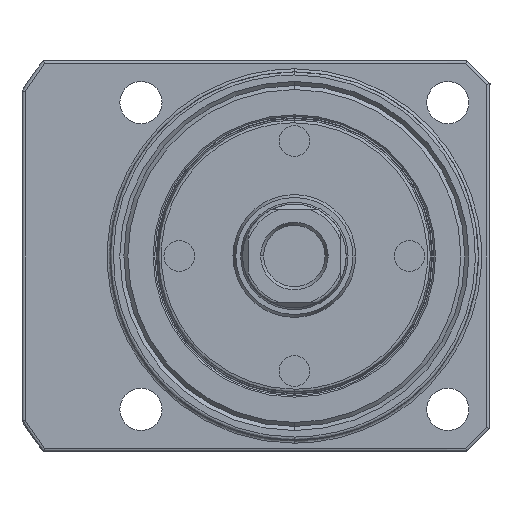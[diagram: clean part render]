
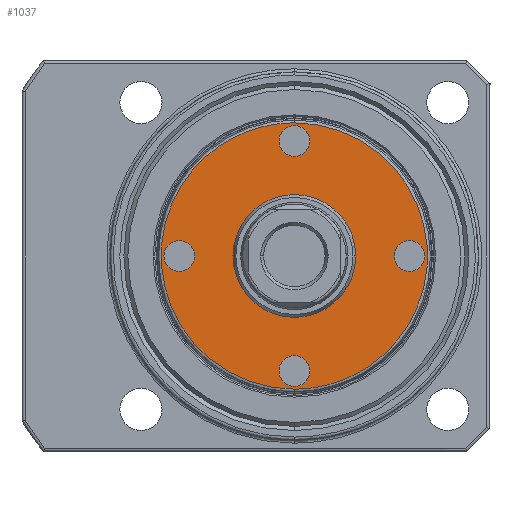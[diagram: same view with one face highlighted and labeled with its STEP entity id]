
A CAD part, front view. The second image highlights one B-rep face of the part: STEP entity #1037.
In plain terms, the highlighted planar face has unit normal (0, -1, 0).
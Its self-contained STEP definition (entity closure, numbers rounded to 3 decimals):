
#1037 = ADVANCED_FACE ( 'NONE', ( #4860, #4861, #4858, #4874, #4857, #4864 ), #1261, .F. ) ;
#1256 = DIRECTION ( 'NONE',  ( 0., 0., 1. ) ) ;
#1259 = CARTESIAN_POINT ( 'NONE',  ( 17.636, -1., 0. ) ) ;
#1261 = PLANE ( 'NONE',  #7613 ) ;
#1263 = DIRECTION ( 'NONE',  ( 0., 1., 0. ) ) ;
#1816 = EDGE_CURVE ( 'NONE', #6469, #6471, #2984, .T. ) ;
#1824 = EDGE_CURVE ( 'NONE', #6479, #6480, #5318, .T. ) ;
#1828 = EDGE_CURVE ( 'NONE', #6486, #6487, #5312, .T. ) ;
#2704 = EDGE_CURVE ( 'NONE', #6492, #6496, #5304, .T. ) ;
#2708 = EDGE_CURVE ( 'NONE', #6499, #6500, #5296, .T. ) ;
#2714 = EDGE_CURVE ( 'NONE', #6502, #6498, #5287, .T. ) ;
#2723 = EDGE_CURVE ( 'NONE', #6498, #6502, #5272, .T. ) ;
#2724 = EDGE_CURVE ( 'NONE', #6471, #6469, #4026, .T. ) ;
#2725 = EDGE_CURVE ( 'NONE', #6500, #6499, #5271, .T. ) ;
#2726 = EDGE_CURVE ( 'NONE', #6496, #6492, #5270, .T. ) ;
#2727 = EDGE_CURVE ( 'NONE', #6487, #6486, #5269, .T. ) ;
#2728 = EDGE_CURVE ( 'NONE', #6480, #6479, #5268, .T. ) ;
#2984 =( BOUNDED_CURVE ( )  B_SPLINE_CURVE ( 3, ( #3885, #3904, #3890, #3883 ),
 .UNSPECIFIED., .F., .T. ) 
 B_SPLINE_CURVE_WITH_KNOTS ( ( 4, 4 ),
 ( 0., 1. ),
 .UNSPECIFIED. ) 
 CURVE ( )  GEOMETRIC_REPRESENTATION_ITEM ( )  RATIONAL_B_SPLINE_CURVE ( ( 1., 0.333, 0.333, 1. ) ) 
 REPRESENTATION_ITEM ( '' )  );
#3680 = ORIENTED_EDGE ( 'NONE', *, *, #2723, .F. ) ;
#3681 = ORIENTED_EDGE ( 'NONE', *, *, #2714, .F. ) ;
#3682 = ORIENTED_EDGE ( 'NONE', *, *, #1816, .F. ) ;
#3684 = ORIENTED_EDGE ( 'NONE', *, *, #2724, .F. ) ;
#3685 = ORIENTED_EDGE ( 'NONE', *, *, #2728, .T. ) ;
#3686 = ORIENTED_EDGE ( 'NONE', *, *, #1824, .T. ) ;
#3687 = ORIENTED_EDGE ( 'NONE', *, *, #2727, .T. ) ;
#3689 = ORIENTED_EDGE ( 'NONE', *, *, #1828, .T. ) ;
#3691 = ORIENTED_EDGE ( 'NONE', *, *, #2726, .T. ) ;
#3692 = ORIENTED_EDGE ( 'NONE', *, *, #2704, .T. ) ;
#3693 = ORIENTED_EDGE ( 'NONE', *, *, #2725, .T. ) ;
#3695 = ORIENTED_EDGE ( 'NONE', *, *, #2708, .T. ) ;
#3785 = DIRECTION ( 'NONE',  ( -1., 0., 0. ) ) ;
#3786 = DIRECTION ( 'NONE',  ( 0., -1., 0. ) ) ;
#3787 = CARTESIAN_POINT ( 'NONE',  ( 0., -1., 0. ) ) ;
#3807 = DIRECTION ( 'NONE',  ( 0., 0., -1. ) ) ;
#3808 = DIRECTION ( 'NONE',  ( 0., 1., 0. ) ) ;
#3809 = CARTESIAN_POINT ( 'NONE',  ( -15., -1., 0. ) ) ;
#3822 = DIRECTION ( 'NONE',  ( 0., 0., -1. ) ) ;
#3823 = DIRECTION ( 'NONE',  ( 0., 1., 0. ) ) ;
#3824 = CARTESIAN_POINT ( 'NONE',  ( 0., -1., -15. ) ) ;
#3842 = DIRECTION ( 'NONE',  ( 0., 0., -1. ) ) ;
#3843 = DIRECTION ( 'NONE',  ( 0., 1., 0. ) ) ;
#3846 = CARTESIAN_POINT ( 'NONE',  ( 15., -1., 0. ) ) ;
#3855 = DIRECTION ( 'NONE',  ( 0., 0., -1. ) ) ;
#3856 = DIRECTION ( 'NONE',  ( 0., 1., 0. ) ) ;
#3857 = CARTESIAN_POINT ( 'NONE',  ( 0., -1., 15. ) ) ;
#3883 = CARTESIAN_POINT ( 'NONE',  ( 0., -1., 17.356 ) ) ;
#3885 = CARTESIAN_POINT ( 'NONE',  ( 0., -1., -17.356 ) ) ;
#3890 = CARTESIAN_POINT ( 'NONE',  ( -34.712, -1., 17.356 ) ) ;
#3904 = CARTESIAN_POINT ( 'NONE',  ( -34.712, -1., -17.356 ) ) ;
#4026 =( BOUNDED_CURVE ( )  B_SPLINE_CURVE ( 3, ( #6138, #6133, #6123, #6126 ),
 .UNSPECIFIED., .F., .T. ) 
 B_SPLINE_CURVE_WITH_KNOTS ( ( 4, 4 ),
 ( 0., 1. ),
 .UNSPECIFIED. ) 
 CURVE ( )  GEOMETRIC_REPRESENTATION_ITEM ( )  RATIONAL_B_SPLINE_CURVE ( ( 1., 0.333, 0.333, 1. ) ) 
 REPRESENTATION_ITEM ( '' )  );
#4857 = FACE_OUTER_BOUND ( 'NONE', #6622, .T. ) ;
#4858 = FACE_BOUND ( 'NONE', #6617, .T. ) ;
#4860 = FACE_BOUND ( 'NONE', #6618, .T. ) ;
#4861 = FACE_BOUND ( 'NONE', #6615, .T. ) ;
#4864 = FACE_BOUND ( 'NONE', #6625, .T. ) ;
#4874 = FACE_BOUND ( 'NONE', #6621, .T. ) ;
#5268 = CIRCLE ( 'NONE', #7738, 2. ) ;
#5269 = CIRCLE ( 'NONE', #7737, 2. ) ;
#5270 = CIRCLE ( 'NONE', #7736, 2. ) ;
#5271 = CIRCLE ( 'NONE', #7735, 2. ) ;
#5272 = CIRCLE ( 'NONE', #7734, 8. ) ;
#5287 = CIRCLE ( 'NONE', #7729, 8. ) ;
#5296 = CIRCLE ( 'NONE', #7726, 2. ) ;
#5304 = CIRCLE ( 'NONE', #7724, 2. ) ;
#5312 = CIRCLE ( 'NONE', #7720, 2. ) ;
#5318 = CIRCLE ( 'NONE', #7718, 2. ) ;
#6029 = DIRECTION ( 'NONE',  ( 0., 0., -1. ) ) ;
#6030 = DIRECTION ( 'NONE',  ( 0., 1., 0. ) ) ;
#6032 = CARTESIAN_POINT ( 'NONE',  ( 0., -1., 15. ) ) ;
#6066 = DIRECTION ( 'NONE',  ( 0., 0., -1. ) ) ;
#6067 = DIRECTION ( 'NONE',  ( 0., 1., 0. ) ) ;
#6077 = CARTESIAN_POINT ( 'NONE',  ( 15., -1., 0. ) ) ;
#6099 = DIRECTION ( 'NONE',  ( 0., 0., -1. ) ) ;
#6100 = CARTESIAN_POINT ( 'NONE',  ( 0., -1., -15. ) ) ;
#6103 = DIRECTION ( 'NONE',  ( 0., 0., -1. ) ) ;
#6104 = DIRECTION ( 'NONE',  ( 0., 1., 0. ) ) ;
#6111 = CARTESIAN_POINT ( 'NONE',  ( -15., -1., 0. ) ) ;
#6112 = DIRECTION ( 'NONE',  ( 0., 1., 0. ) ) ;
#6123 = CARTESIAN_POINT ( 'NONE',  ( 34.712, -1., -17.356 ) ) ;
#6126 = CARTESIAN_POINT ( 'NONE',  ( 0., -1., -17.356 ) ) ;
#6128 = DIRECTION ( 'NONE',  ( -1., 0., 0. ) ) ;
#6129 = CARTESIAN_POINT ( 'NONE',  ( 0., -1., 0. ) ) ;
#6133 = CARTESIAN_POINT ( 'NONE',  ( 34.712, -1., 17.356 ) ) ;
#6134 = DIRECTION ( 'NONE',  ( 0., -1., 0. ) ) ;
#6138 = CARTESIAN_POINT ( 'NONE',  ( 0., -1., 17.356 ) ) ;
#6469 = VERTEX_POINT ( 'NONE', #8470 ) ;
#6471 = VERTEX_POINT ( 'NONE', #8472 ) ;
#6479 = VERTEX_POINT ( 'NONE', #8480 ) ;
#6480 = VERTEX_POINT ( 'NONE', #8481 ) ;
#6486 = VERTEX_POINT ( 'NONE', #8487 ) ;
#6487 = VERTEX_POINT ( 'NONE', #8488 ) ;
#6492 = VERTEX_POINT ( 'NONE', #8493 ) ;
#6496 = VERTEX_POINT ( 'NONE', #8497 ) ;
#6498 = VERTEX_POINT ( 'NONE', #8499 ) ;
#6499 = VERTEX_POINT ( 'NONE', #8500 ) ;
#6500 = VERTEX_POINT ( 'NONE', #8501 ) ;
#6502 = VERTEX_POINT ( 'NONE', #8503 ) ;
#6615 = EDGE_LOOP ( 'NONE', ( #3692, #3691 ) ) ;
#6617 = EDGE_LOOP ( 'NONE', ( #3689, #3687 ) ) ;
#6618 = EDGE_LOOP ( 'NONE', ( #3695, #3693 ) ) ;
#6621 = EDGE_LOOP ( 'NONE', ( #3686, #3685 ) ) ;
#6622 = EDGE_LOOP ( 'NONE', ( #3684, #3682 ) ) ;
#6625 = EDGE_LOOP ( 'NONE', ( #3681, #3680 ) ) ;
#7613 = AXIS2_PLACEMENT_3D ( 'NONE', #1259, #1263, #1256 ) ;
#7718 = AXIS2_PLACEMENT_3D ( 'NONE', #3857, #3856, #3855 ) ;
#7720 = AXIS2_PLACEMENT_3D ( 'NONE', #3846, #3843, #3842 ) ;
#7724 = AXIS2_PLACEMENT_3D ( 'NONE', #3824, #3823, #3822 ) ;
#7726 = AXIS2_PLACEMENT_3D ( 'NONE', #3809, #3808, #3807 ) ;
#7729 = AXIS2_PLACEMENT_3D ( 'NONE', #3787, #3786, #3785 ) ;
#7734 = AXIS2_PLACEMENT_3D ( 'NONE', #6129, #6134, #6128 ) ;
#7735 = AXIS2_PLACEMENT_3D ( 'NONE', #6111, #6112, #6103 ) ;
#7736 = AXIS2_PLACEMENT_3D ( 'NONE', #6100, #6104, #6099 ) ;
#7737 = AXIS2_PLACEMENT_3D ( 'NONE', #6077, #6067, #6066 ) ;
#7738 = AXIS2_PLACEMENT_3D ( 'NONE', #6032, #6030, #6029 ) ;
#8470 = CARTESIAN_POINT ( 'NONE',  ( 0., -1., -17.356 ) ) ;
#8472 = CARTESIAN_POINT ( 'NONE',  ( 0., -1., 17.356 ) ) ;
#8480 = CARTESIAN_POINT ( 'NONE',  ( 0., -1., 13. ) ) ;
#8481 = CARTESIAN_POINT ( 'NONE',  ( 0., -1., 17. ) ) ;
#8487 = CARTESIAN_POINT ( 'NONE',  ( 15., -1., -2. ) ) ;
#8488 = CARTESIAN_POINT ( 'NONE',  ( 15., -1., 2. ) ) ;
#8493 = CARTESIAN_POINT ( 'NONE',  ( 0., -1., -17. ) ) ;
#8497 = CARTESIAN_POINT ( 'NONE',  ( 0., -1., -13. ) ) ;
#8499 = CARTESIAN_POINT ( 'NONE',  ( 8., -1., 0. ) ) ;
#8500 = CARTESIAN_POINT ( 'NONE',  ( -15., -1., -2. ) ) ;
#8501 = CARTESIAN_POINT ( 'NONE',  ( -15., -1., 2. ) ) ;
#8503 = CARTESIAN_POINT ( 'NONE',  ( -8., -1., 0. ) ) ;
